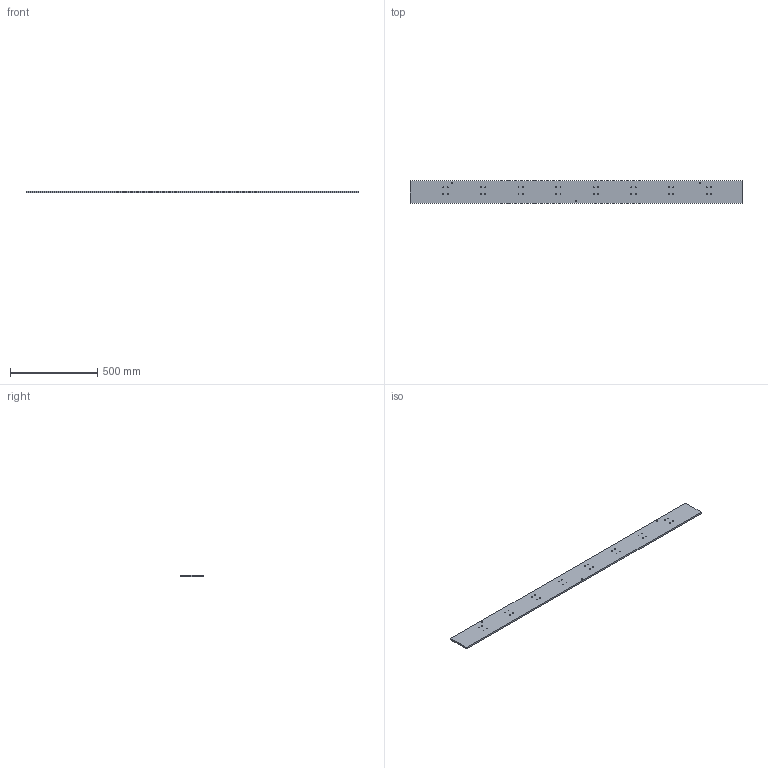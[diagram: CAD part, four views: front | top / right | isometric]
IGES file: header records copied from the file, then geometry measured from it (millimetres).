
Global section: units: inch
Bounding box: 1905 x 127 x 9.53 mm (x, y, z)
Volume: 2297119.9 mm3; surface area: 526553.4 mm2
Topology: 1 solids, 1 shells, 76 faces, 222 edges, 148 vertices
Faces by surface type: revolution 70, plane 6
